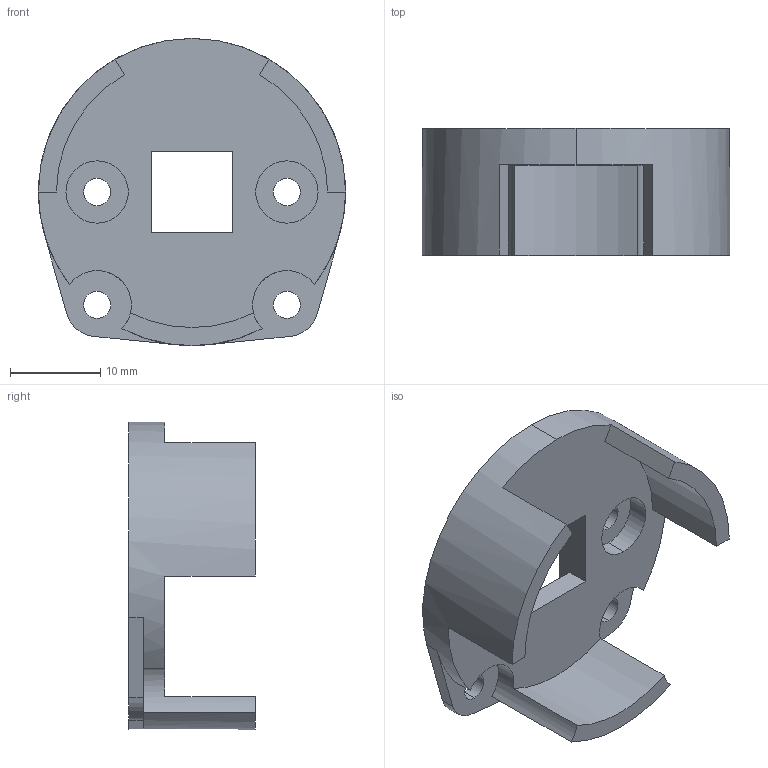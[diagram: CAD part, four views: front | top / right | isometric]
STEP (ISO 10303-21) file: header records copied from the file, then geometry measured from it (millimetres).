
FILE_DESCRIPTION (( 'STEP AP203' ), '1' );
FILE_NAME ('Pi Camera Mount.STEP', '2013-08-02T09:34:02', ( '' ), ( '' ), 'SwSTEP 2.0', 'SolidWorks 2011', '' );
FILE_SCHEMA (( 'CONFIG_CONTROL_DESIGN' ));
Length unit declared in the file: millimetre
Products named in the file (1): Pi Camera Mount
Bounding box: 34 x 14 x 34 mm (x, y, z)
Volume: 3875.3 mm3; surface area: 3574.6 mm2
Topology: 1 solids, 1 shells, 47 faces, 129 edges, 86 vertices
Faces by surface type: cylinder 24, plane 23
Entity records: 1618 total; most frequent: DIRECTION 283, CARTESIAN_POINT 263, ORIENTED_EDGE 258, EDGE_CURVE 129, AXIS2_PLACEMENT_3D 106, VERTEX_POINT 86, VECTOR 71, LINE 71
